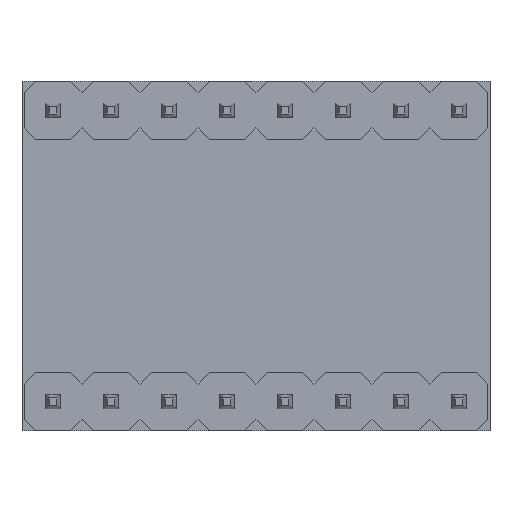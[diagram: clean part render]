
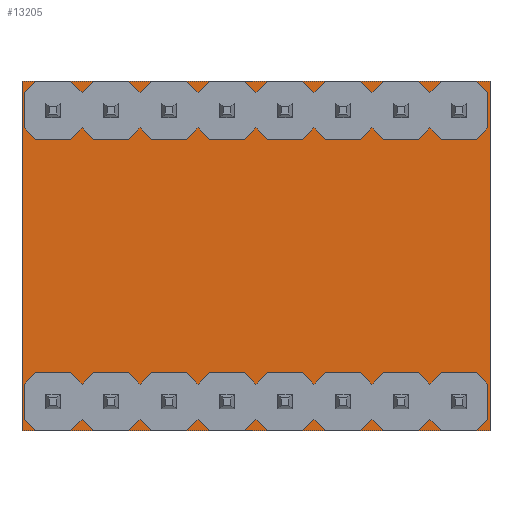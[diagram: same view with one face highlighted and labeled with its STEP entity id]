
A CAD part, front view. The second image highlights one B-rep face of the part: STEP entity #13205.
In plain terms, the highlighted free-form (B-spline) face has degree [1, 1] with [2, 2] control points.
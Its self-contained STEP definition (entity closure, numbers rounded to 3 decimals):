
#13098 = CARTESIAN_POINT ('', (10.25, -0.385, 7.65));
#13099 = VERTEX_POINT ('', #13098);
#13100 = CARTESIAN_POINT ('', (10.25, -0.385, -7.65));
#13101 = VERTEX_POINT ('', #13100);
#13102 = CARTESIAN_POINT ('', (10.25, -0.385, 7.65));
#13103 = CARTESIAN_POINT ('', (10.25, -0.385, -7.65));
#13104 = B_SPLINE_CURVE_WITH_KNOTS ('', 1, (#13102, #13103), .UNSPECIFIED., .F., .U., (2, 2), (36., 51.5), .UNSPECIFIED.);
#13105 = EDGE_CURVE ('', #13099, #13101, #13104, .T.);
#13134 = CARTESIAN_POINT ('', (-10.25, -0.385, 7.65));
#13135 = VERTEX_POINT ('', #13134);
#13136 = CARTESIAN_POINT ('', (-10.25, -0.385, 7.65));
#13137 = CARTESIAN_POINT ('', (10.25, -0.385, 7.65));
#13138 = B_SPLINE_CURVE_WITH_KNOTS ('', 1, (#13136, #13137), .UNSPECIFIED., .F., .U., (2, 2), (15.5, 36.), .UNSPECIFIED.);
#13139 = EDGE_CURVE ('', #13135, #13099, #13138, .T.);
#13184 = CARTESIAN_POINT ('', (-10.25, -0.385, -7.65));
#13185 = VERTEX_POINT ('', #13184);
#13186 = CARTESIAN_POINT ('', (10.25, -0.385, -7.65));
#13187 = CARTESIAN_POINT ('', (-10.25, -0.385, -7.65));
#13188 = B_SPLINE_CURVE_WITH_KNOTS ('', 1, (#13186, #13187), .UNSPECIFIED., .F., .U., (2, 2), (51.5, 72.), .UNSPECIFIED.);
#13189 = EDGE_CURVE ('', #13101, #13185, #13188, .T.);
#13190 = ORIENTED_EDGE ('', *, *, #13189, .F.);
#13191 = ORIENTED_EDGE ('', *, *, #13105, .F.);
#13192 = ORIENTED_EDGE ('', *, *, #13139, .F.);
#13193 = CARTESIAN_POINT ('', (-10.25, -0.385, -7.65));
#13194 = CARTESIAN_POINT ('', (-10.25, -0.385, 7.65));
#13195 = B_SPLINE_CURVE_WITH_KNOTS ('', 1, (#13193, #13194), .UNSPECIFIED., .F., .U., (2, 2), (0., 15.5), .UNSPECIFIED.);
#13196 = EDGE_CURVE ('', #13185, #13135, #13195, .T.);
#13197 = ORIENTED_EDGE ('', *, *, #13196, .F.);
#13198 = EDGE_LOOP ('', (#13190, #13191, #13192, #13197));
#13199 = FACE_OUTER_BOUND ('', #13198, .T.);
#13200 = CARTESIAN_POINT ('', (-26.985, -0.385, 26.637));
#13201 = CARTESIAN_POINT ('', (26.985, -0.385, 26.637));
#13202 = CARTESIAN_POINT ('', (-26.985, -0.385, -26.637));
#13203 = CARTESIAN_POINT ('', (26.985, -0.385, -26.637));
#13204 = B_SPLINE_SURFACE_WITH_KNOTS ('', 1, 1, ((#13200, #13201), (#13202, #13203)), .UNSPECIFIED., .F., .F., .U., (2, 2), (2, 2), (0., 1.), (0., 1.), .UNSPECIFIED.);
#13205 = ADVANCED_FACE ('', (#13199), #13204, .T.);
